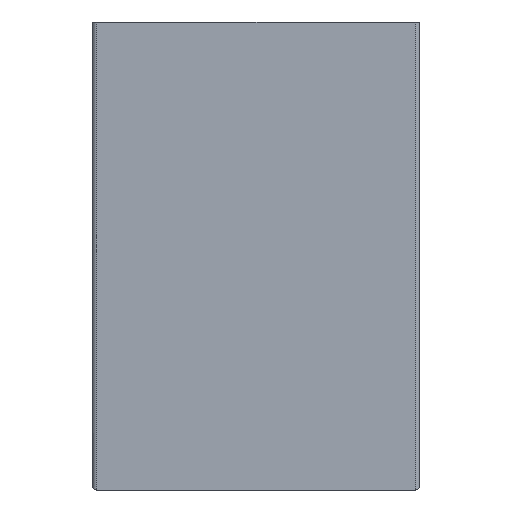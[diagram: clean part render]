
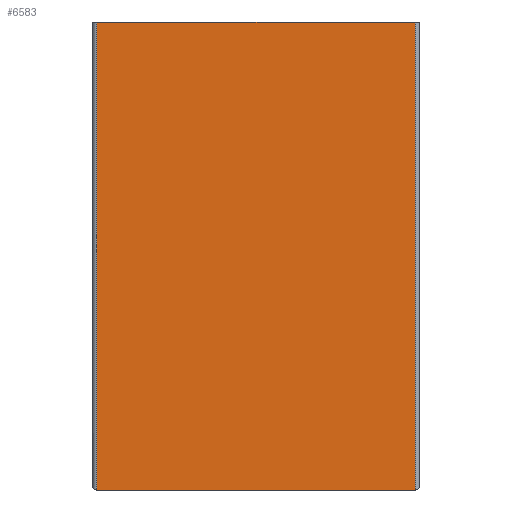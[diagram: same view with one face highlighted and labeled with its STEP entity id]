
A CAD part, left-side view. The second image highlights one B-rep face of the part: STEP entity #6583.
In plain terms, the highlighted planar face has unit normal (-1, 0, 0).
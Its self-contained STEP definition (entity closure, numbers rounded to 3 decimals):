
#957 = DIRECTION ( 'NONE',  ( 1., 0., 0. ) ) ;
#1085 = CARTESIAN_POINT ( 'NONE',  ( 0., 52., 0. ) ) ;
#1117 = AXIS2_PLACEMENT_3D ( 'NONE', #4540, #957, #4565 ) ;
#1119 = VECTOR ( 'NONE', #5726, 1000. ) ;
#1142 = DIRECTION ( 'NONE',  ( 0., -1., 0. ) ) ;
#1270 = VERTEX_POINT ( 'NONE', #1085 ) ;
#2075 = ORIENTED_EDGE ( 'NONE', *, *, #5421, .T. ) ;
#2620 = CARTESIAN_POINT ( 'NONE',  ( 0., -50., 0. ) ) ;
#3048 = FACE_OUTER_BOUND ( 'NONE', #3526, .T. ) ;
#3081 = VERTEX_POINT ( 'NONE', #6050 ) ;
#3515 = DIRECTION ( 'NONE',  ( 0., 0., -1. ) ) ;
#3526 = EDGE_LOOP ( 'NONE', ( #5419, #4794, #6170, #2075 ) ) ;
#3765 = VECTOR ( 'NONE', #1142, 1000. ) ;
#4040 = PLANE ( 'NONE',  #1117 ) ;
#4051 = CARTESIAN_POINT ( 'NONE',  ( 0., 52., 300. ) ) ;
#4159 = LINE ( 'NONE', #4051, #5328 ) ;
#4182 = LINE ( 'NONE', #2620, #1119 ) ;
#4416 = CARTESIAN_POINT ( 'NONE',  ( 0., -152., 300. ) ) ;
#4507 = EDGE_CURVE ( 'NONE', #1270, #4699, #4182, .T. ) ;
#4540 = CARTESIAN_POINT ( 'NONE',  ( 0., -50., 300. ) ) ;
#4565 = DIRECTION ( 'NONE',  ( 0., 0., -1. ) ) ;
#4576 = DIRECTION ( 'NONE',  ( 0., 0., -1. ) ) ;
#4583 = EDGE_CURVE ( 'NONE', #3081, #5824, #5388, .T. ) ;
#4699 = VERTEX_POINT ( 'NONE', #5320 ) ;
#4726 = CARTESIAN_POINT ( 'NONE',  ( 0., -50., 300. ) ) ;
#4757 = VECTOR ( 'NONE', #3515, 1000. ) ;
#4794 = ORIENTED_EDGE ( 'NONE', *, *, #6008, .F. ) ;
#5320 = CARTESIAN_POINT ( 'NONE',  ( 0., -152., 0. ) ) ;
#5328 = VECTOR ( 'NONE', #4576, 1000. ) ;
#5388 = LINE ( 'NONE', #4726, #3765 ) ;
#5419 = ORIENTED_EDGE ( 'NONE', *, *, #4507, .T. ) ;
#5421 = EDGE_CURVE ( 'NONE', #3081, #1270, #4159, .T. ) ;
#5581 = CARTESIAN_POINT ( 'NONE',  ( 0., -152., 300. ) ) ;
#5726 = DIRECTION ( 'NONE',  ( 0., -1., 0. ) ) ;
#5801 = LINE ( 'NONE', #5581, #4757 ) ;
#5824 = VERTEX_POINT ( 'NONE', #4416 ) ;
#6008 = EDGE_CURVE ( 'NONE', #5824, #4699, #5801, .T. ) ;
#6050 = CARTESIAN_POINT ( 'NONE',  ( 0., 52., 300. ) ) ;
#6170 = ORIENTED_EDGE ( 'NONE', *, *, #4583, .F. ) ;
#6583 = ADVANCED_FACE ( 'NONE', ( #3048 ), #4040, .F. ) ;
